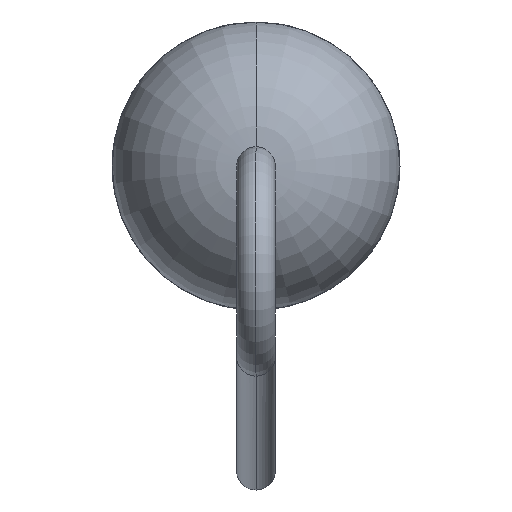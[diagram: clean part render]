
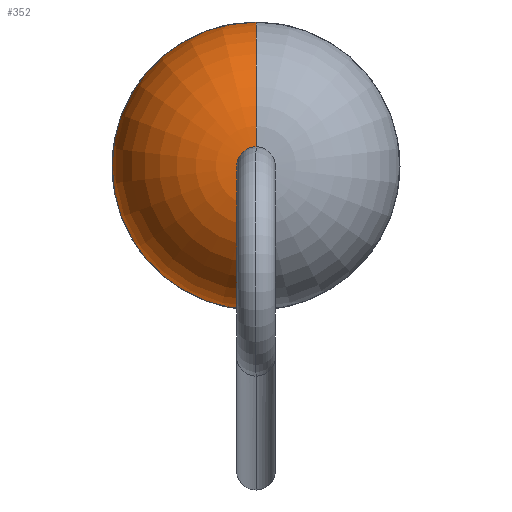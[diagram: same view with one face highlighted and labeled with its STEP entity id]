
A CAD part, left-side view. The second image highlights one B-rep face of the part: STEP entity #352.
In plain terms, the highlighted toroidal (fillet/blend) face has major radius 0.4 mm and minor radius 2.6 mm.
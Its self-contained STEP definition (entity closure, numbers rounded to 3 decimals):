
#236 = VERTEX_POINT ( 'NONE', #1502 ) ;
#237 = VERTEX_POINT ( 'NONE', #1517 ) ;
#315 = EDGE_CURVE ( 'NONE', #237, #236, #1164, .T. ) ;
#319 = EDGE_CURVE ( 'NONE', #414, #237, #1170, .T. ) ;
#331 = ORIENTED_EDGE ( 'NONE', *, *, #336, .F. ) ;
#333 = ORIENTED_EDGE ( 'NONE', *, *, #319, .T. ) ;
#336 = EDGE_CURVE ( 'NONE', #414, #400, #1229, .T. ) ;
#338 = EDGE_LOOP ( 'NONE', ( #331, #333, #346, #374 ) ) ;
#346 = ORIENTED_EDGE ( 'NONE', *, *, #315, .T. ) ;
#352 = ADVANCED_FACE ( 'NONE', ( #1105 ), #1100, .T. ) ;
#374 = ORIENTED_EDGE ( 'NONE', *, *, #404, .F. ) ;
#400 = VERTEX_POINT ( 'NONE', #951 ) ;
#404 = EDGE_CURVE ( 'NONE', #400, #236, #1001, .T. ) ;
#414 = VERTEX_POINT ( 'NONE', #972 ) ;
#951 = CARTESIAN_POINT ( 'NONE',  ( 2.45, 0., 2.996 ) ) ;
#972 = CARTESIAN_POINT ( 'NONE',  ( 2.45, 0., -2.996 ) ) ;
#1001 = CIRCLE ( 'NONE', #1028, 2.6 ) ;
#1005 = CARTESIAN_POINT ( 'NONE',  ( 2.6, 0., 0.4 ) ) ;
#1026 = DIRECTION ( 'NONE',  ( 0., 0., -1. ) ) ;
#1027 = DIRECTION ( 'NONE',  ( 0., -1., 0. ) ) ;
#1028 = AXIS2_PLACEMENT_3D ( 'NONE', #1005, #1027, #1026 ) ;
#1083 = DIRECTION ( 'NONE',  ( 0., 0., 1. ) ) ;
#1084 = DIRECTION ( 'NONE',  ( -1., 0., 0. ) ) ;
#1088 = CARTESIAN_POINT ( 'NONE',  ( 2.6, 0., 0. ) ) ;
#1093 = AXIS2_PLACEMENT_3D ( 'NONE', #1088, #1084, #1083 ) ;
#1100 = TOROIDAL_SURFACE ( 'NONE', #1093, 0.4, 2.6 ) ;
#1105 = FACE_OUTER_BOUND ( 'NONE', #338, .T. ) ;
#1141 = CARTESIAN_POINT ( 'NONE',  ( 0., 0., 0. ) ) ;
#1143 = DIRECTION ( 'NONE',  ( 0., 0., -1. ) ) ;
#1146 = DIRECTION ( 'NONE',  ( 0., 1., 0. ) ) ;
#1151 = CARTESIAN_POINT ( 'NONE',  ( 2.6, 0., -0.4 ) ) ;
#1158 = DIRECTION ( 'NONE',  ( 0., 0., 1. ) ) ;
#1161 = AXIS2_PLACEMENT_3D ( 'NONE', #1141, #1171, #1143 ) ;
#1164 = CIRCLE ( 'NONE', #1161, 0.4 ) ;
#1169 = AXIS2_PLACEMENT_3D ( 'NONE', #1151, #1146, #1158 ) ;
#1170 = CIRCLE ( 'NONE', #1169, 2.6 ) ;
#1171 = DIRECTION ( 'NONE',  ( 1., 0., 0. ) ) ;
#1225 = DIRECTION ( 'NONE',  ( 0., 0., -1. ) ) ;
#1226 = DIRECTION ( 'NONE',  ( 1., 0., 0. ) ) ;
#1227 = CARTESIAN_POINT ( 'NONE',  ( 2.45, 0., 0. ) ) ;
#1229 = CIRCLE ( 'NONE', #1231, 2.996 ) ;
#1231 = AXIS2_PLACEMENT_3D ( 'NONE', #1227, #1226, #1225 ) ;
#1502 = CARTESIAN_POINT ( 'NONE',  ( 0., 0., 0.4 ) ) ;
#1517 = CARTESIAN_POINT ( 'NONE',  ( 0., 0., -0.4 ) ) ;
